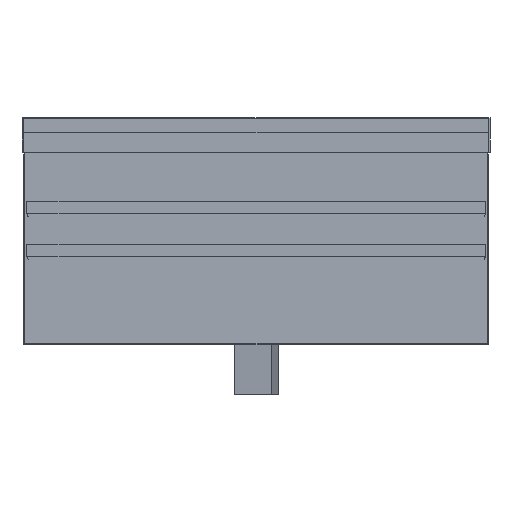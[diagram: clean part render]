
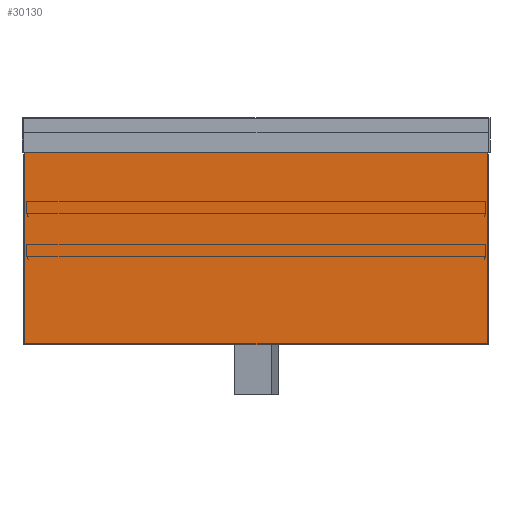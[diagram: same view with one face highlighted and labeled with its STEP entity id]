
A CAD part, front view. The second image highlights one B-rep face of the part: STEP entity #30130.
In plain terms, the highlighted planar face has unit normal (0, -1, 0).
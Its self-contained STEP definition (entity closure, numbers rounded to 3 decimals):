
#1131 = PLANE ( 'NONE',  #22048 ) ;
#1516 = CARTESIAN_POINT ( 'NONE',  ( 276.5, -276.5, 250. ) ) ;
#3074 = CARTESIAN_POINT ( 'NONE',  ( -276.5, -276.5, 250. ) ) ;
#3968 = DIRECTION ( 'NONE',  ( 0., 0., 1. ) ) ;
#4302 = VERTEX_POINT ( 'NONE', #30631 ) ;
#5995 = VECTOR ( 'NONE', #16001, 1000. ) ;
#6258 = DIRECTION ( 'NONE',  ( 1., 0., 0. ) ) ;
#8459 = VECTOR ( 'NONE', #12245, 1000. ) ;
#8499 = CARTESIAN_POINT ( 'NONE',  ( 276.5, -276.5, 251.2 ) ) ;
#10123 = LINE ( 'NONE', #3074, #5995 ) ;
#10859 = LINE ( 'NONE', #1516, #24754 ) ;
#10962 = VERTEX_POINT ( 'NONE', #22759 ) ;
#12238 = ORIENTED_EDGE ( 'NONE', *, *, #16196, .T. ) ;
#12245 = DIRECTION ( 'NONE',  ( -1., 0., 0. ) ) ;
#12781 = EDGE_CURVE ( 'NONE', #4302, #29460, #14480, .T. ) ;
#13103 = DIRECTION ( 'NONE',  ( 0., 1., 0. ) ) ;
#13895 = DIRECTION ( 'NONE',  ( 0., 0., -1. ) ) ;
#14480 = LINE ( 'NONE', #26844, #8459 ) ;
#15812 = VECTOR ( 'NONE', #6258, 1000. ) ;
#16001 = DIRECTION ( 'NONE',  ( 0., 0., -1. ) ) ;
#16196 = EDGE_CURVE ( 'NONE', #10962, #29460, #10123, .T. ) ;
#19337 = CARTESIAN_POINT ( 'NONE',  ( -276.5, -276.5, -1.2 ) ) ;
#19397 = CARTESIAN_POINT ( 'NONE',  ( -276.5, -276.5, 250. ) ) ;
#20233 = ORIENTED_EDGE ( 'NONE', *, *, #39372, .F. ) ;
#22027 = ORIENTED_EDGE ( 'NONE', *, *, #12781, .F. ) ;
#22048 = AXIS2_PLACEMENT_3D ( 'NONE', #19397, #13103, #3968 ) ;
#22759 = CARTESIAN_POINT ( 'NONE',  ( -276.5, -276.5, 251.2 ) ) ;
#24754 = VECTOR ( 'NONE', #13895, 1000. ) ;
#25035 = EDGE_CURVE ( 'NONE', #10962, #39957, #26947, .T. ) ;
#25868 = FACE_OUTER_BOUND ( 'NONE', #33583, .T. ) ;
#26844 = CARTESIAN_POINT ( 'NONE',  ( 276.5, -276.5, -1.2 ) ) ;
#26947 = LINE ( 'NONE', #8499, #15812 ) ;
#29460 = VERTEX_POINT ( 'NONE', #19337 ) ;
#30130 = ADVANCED_FACE ( 'NONE', ( #25868 ), #1131, .F. ) ;
#30631 = CARTESIAN_POINT ( 'NONE',  ( 276.5, -276.5, -1.2 ) ) ;
#33583 = EDGE_LOOP ( 'NONE', ( #12238, #22027, #20233, #35043 ) ) ;
#35043 = ORIENTED_EDGE ( 'NONE', *, *, #25035, .F. ) ;
#35080 = CARTESIAN_POINT ( 'NONE',  ( 276.5, -276.5, 251.2 ) ) ;
#39372 = EDGE_CURVE ( 'NONE', #39957, #4302, #10859, .T. ) ;
#39957 = VERTEX_POINT ( 'NONE', #35080 ) ;
